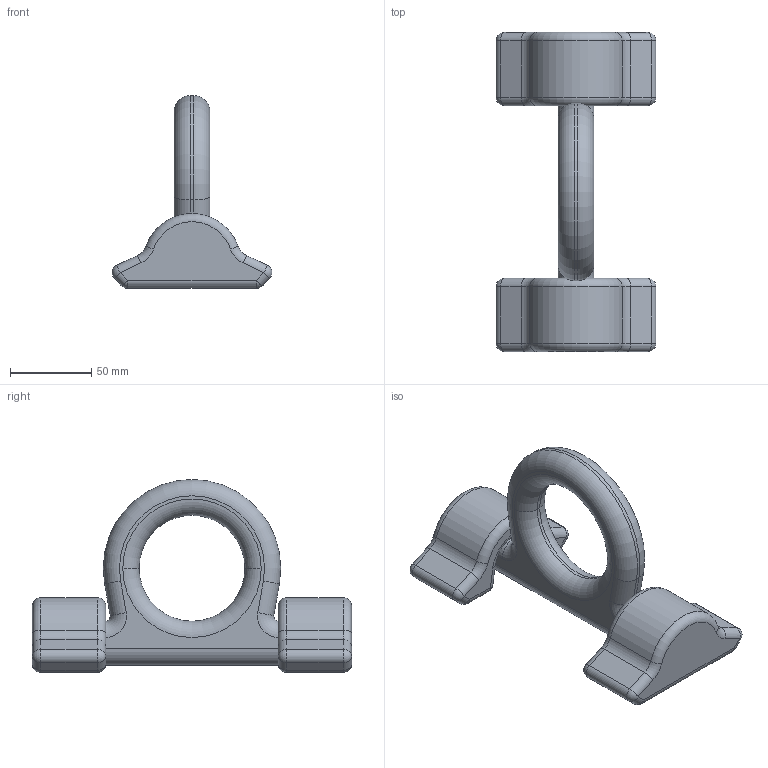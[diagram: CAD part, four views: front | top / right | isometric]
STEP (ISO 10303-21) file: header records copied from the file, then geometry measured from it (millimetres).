
FILE_DESCRIPTION(('CATIA V5 STEP Exchange'),'2;1');
FILE_NAME('8-082-10.stp','2014-02-14T05:20:42+00:00',('none'),('none'),'CATIA Version 5 Release 21 GA (IN-10)','CATIA V5 STEP AP203','none');
FILE_SCHEMA(('CONFIG_CONTROL_DESIGN'));
Length unit declared in the file: millimetre
Products named in the file (1): YK8082-10B
Bounding box: 98.25 x 196 x 118.5 mm (x, y, z)
Volume: 369132.5 mm3; surface area: 58707 mm2
Topology: 1 solids, 1 shells, 162 faces, 380 edges, 192 vertices
Faces by surface type: cylinder 75, plane 29, torus 26, sphere 20, bspline 12
Entity records: 5775 total; most frequent: CARTESIAN_POINT 2488, ORIENTED_EDGE 704, DIRECTION 568, EDGE_CURVE 352, AXIS2_PLACEMENT_3D 292, VERTEX_POINT 192, EDGE_LOOP 164, ADVANCED_FACE 162
